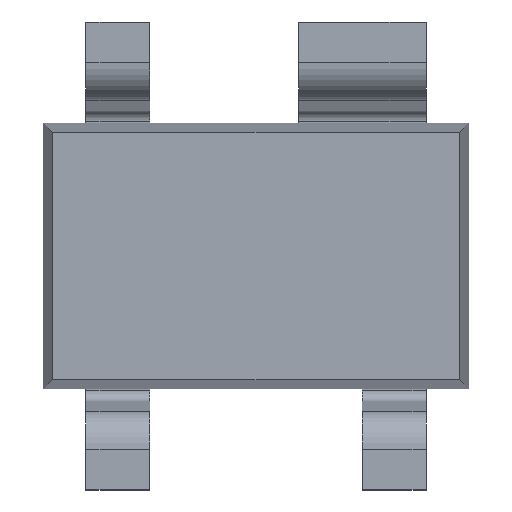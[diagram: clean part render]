
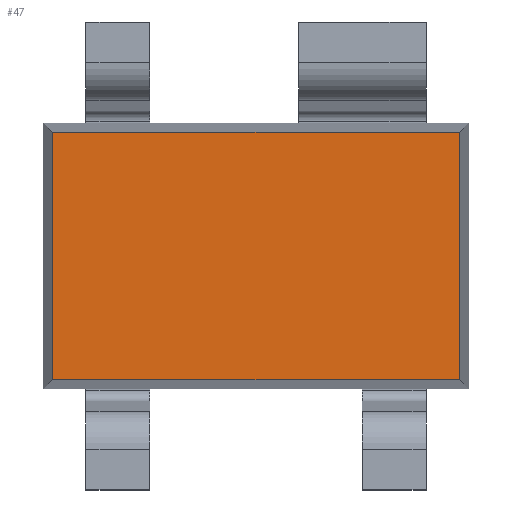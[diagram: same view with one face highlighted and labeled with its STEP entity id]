
A CAD part, front view. The second image highlights one B-rep face of the part: STEP entity #47.
In plain terms, the highlighted planar face has unit normal (0, -1, 0).
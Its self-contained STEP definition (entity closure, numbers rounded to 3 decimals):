
#24 = VERTEX_POINT ( 'NONE', #517 ) ;
#29 = VERTEX_POINT ( 'NONE', #512 ) ;
#30 = EDGE_CURVE ( 'NONE', #34, #29, #511, .T. ) ;
#34 = VERTEX_POINT ( 'NONE', #564 ) ;
#37 = VERTEX_POINT ( 'NONE', #542 ) ;
#47 = ADVANCED_FACE ( 'NONE', ( #589 ), #574, .F. ) ;
#48 = EDGE_LOOP ( 'NONE', ( #49, #50, #51, #384 ) ) ;
#49 = ORIENTED_EDGE ( 'NONE', *, *, #30, .F. ) ;
#50 = ORIENTED_EDGE ( 'NONE', *, *, #66, .F. ) ;
#51 = ORIENTED_EDGE ( 'NONE', *, *, #65, .F. ) ;
#65 = EDGE_CURVE ( 'NONE', #37, #24, #605, .T. ) ;
#66 = EDGE_CURVE ( 'NONE', #24, #34, #601, .T. ) ;
#383 = EDGE_CURVE ( 'NONE', #29, #37, #1223, .T. ) ;
#384 = ORIENTED_EDGE ( 'NONE', *, *, #383, .F. ) ;
#508 = DIRECTION ( 'NONE',  ( 0., 0., 1. ) ) ;
#509 = VECTOR ( 'NONE', #508, 1000. ) ;
#510 = CARTESIAN_POINT ( 'NONE',  ( -0.956, -0.5, 0.625 ) ) ;
#511 = LINE ( 'NONE', #510, #509 ) ;
#512 = CARTESIAN_POINT ( 'NONE',  ( -0.956, -0.5, 0.581 ) ) ;
#517 = CARTESIAN_POINT ( 'NONE',  ( 0.956, -0.5, -0.581 ) ) ;
#542 = CARTESIAN_POINT ( 'NONE',  ( 0.956, -0.5, 0.581 ) ) ;
#564 = CARTESIAN_POINT ( 'NONE',  ( -0.956, -0.5, -0.581 ) ) ;
#570 = DIRECTION ( 'NONE',  ( 0., 0., 1. ) ) ;
#571 = DIRECTION ( 'NONE',  ( 0., 1., 0. ) ) ;
#572 = CARTESIAN_POINT ( 'NONE',  ( -1., -0.5, 0.625 ) ) ;
#573 = AXIS2_PLACEMENT_3D ( 'NONE', #572, #571, #570 ) ;
#574 = PLANE ( 'NONE',  #573 ) ;
#589 = FACE_OUTER_BOUND ( 'NONE', #48, .T. ) ;
#598 = DIRECTION ( 'NONE',  ( -1., 0., 0. ) ) ;
#599 = VECTOR ( 'NONE', #598, 1000. ) ;
#600 = CARTESIAN_POINT ( 'NONE',  ( -1., -0.5, -0.581 ) ) ;
#601 = LINE ( 'NONE', #600, #599 ) ;
#602 = DIRECTION ( 'NONE',  ( 0., 0., -1. ) ) ;
#603 = VECTOR ( 'NONE', #602, 1000. ) ;
#604 = CARTESIAN_POINT ( 'NONE',  ( 0.956, -0.5, 0.625 ) ) ;
#605 = LINE ( 'NONE', #604, #603 ) ;
#1220 = DIRECTION ( 'NONE',  ( 1., 0., 0. ) ) ;
#1221 = VECTOR ( 'NONE', #1220, 1000. ) ;
#1222 = CARTESIAN_POINT ( 'NONE',  ( -1., -0.5, 0.581 ) ) ;
#1223 = LINE ( 'NONE', #1222, #1221 ) ;
